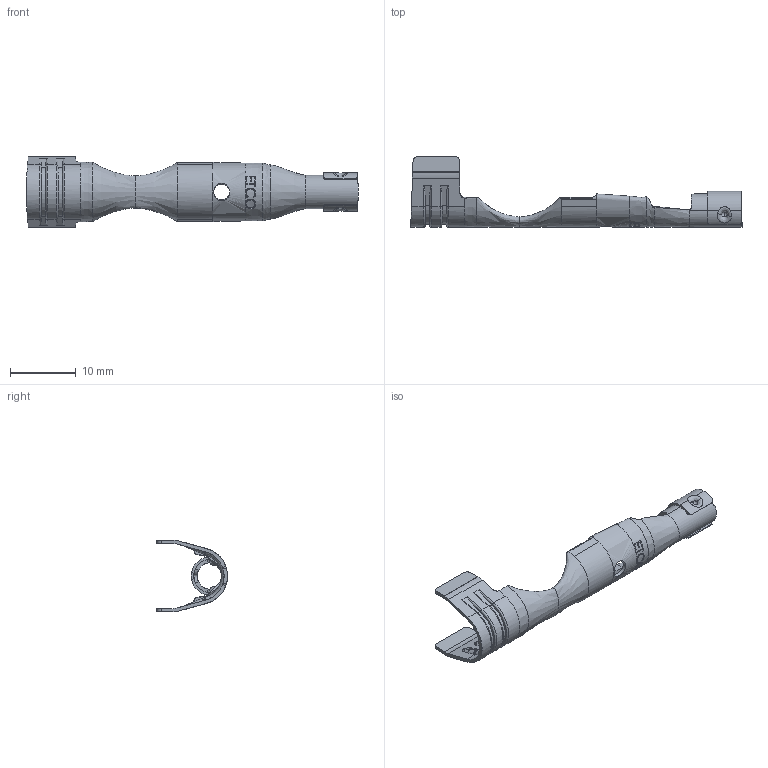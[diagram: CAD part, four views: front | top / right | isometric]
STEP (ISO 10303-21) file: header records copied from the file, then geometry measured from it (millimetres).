
FILE_DESCRIPTION (( 'STEP AP203' ), '1' );
FILE_NAME ('DT1000.STEP', '2019-11-06T16:14:04', ( 'tempuser' ), ( 'Microsoft' ), 'SwSTEP 2.0', 'SolidWorks 2019', '' );
FILE_SCHEMA (( 'CONFIG_CONTROL_DESIGN' ));
Length unit declared in the file: inch
Products named in the file (3): DT1000_DT1000 without carrier; SCA209 expanded for mating_SCA209; DT1000
Assembly tree (2 placements, depth 2):
  DT1000
    DT1000_DT1000 without carrier
    SCA209 expanded for mating_SCA209
Bounding box: 50.53 x 10.8 x 10.92 mm (x, y, z)
Volume: 371.8 mm3; surface area: 1674.4 mm2
Topology: 2 solids, 2 shells, 325 faces, 973 edges, 649 vertices
Faces by surface type: bspline 162, plane 75, cylinder 68, torus 8, sphere 8, cone 4
Entity records: 19497 total; most frequent: CARTESIAN_POINT 11679, ORIENTED_EDGE 1946, DIRECTION 1083, EDGE_CURVE 973, VERTEX_POINT 649, B_SPLINE_CURVE_WITH_KNOTS 440, AXIS2_PLACEMENT_3D 410, EDGE_LOOP 328
